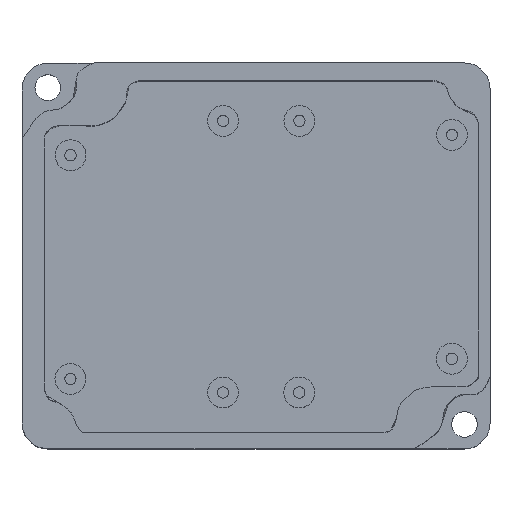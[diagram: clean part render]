
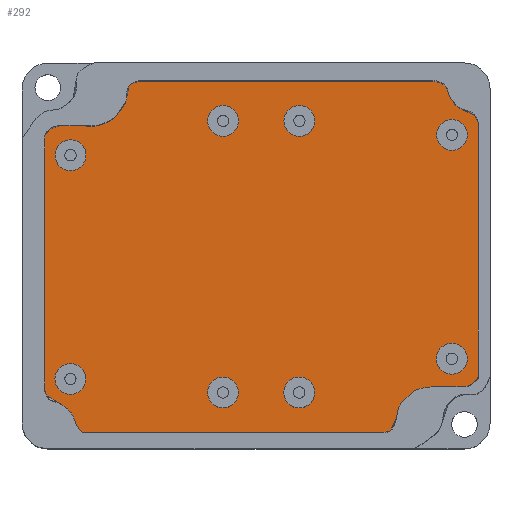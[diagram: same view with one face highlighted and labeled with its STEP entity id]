
A CAD part, top view. The second image highlights one B-rep face of the part: STEP entity #292.
In plain terms, the highlighted planar face has unit normal (0, 0, 1).
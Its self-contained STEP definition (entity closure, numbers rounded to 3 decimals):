
#292=ADVANCED_FACE('',(#778,#780,#782,#784,#786,#788,#790,#792,#794),#796,.T.);
#778=FACE_BOUND('',#779,.T.);
#779=EDGE_LOOP('',(#1282,#1283,#1284,#1285,#1286,#1287,#1288,#1289,#1290,#1291));
#780=FACE_BOUND('',#781,.T.);
#781=EDGE_LOOP('',(#1292));
#782=FACE_BOUND('',#783,.T.);
#783=EDGE_LOOP('',(#1293));
#784=FACE_BOUND('',#785,.T.);
#785=EDGE_LOOP('',(#1294));
#786=FACE_BOUND('',#787,.T.);
#787=EDGE_LOOP('',(#1295));
#788=FACE_BOUND('',#789,.T.);
#789=EDGE_LOOP('',(#1296));
#790=FACE_BOUND('',#791,.T.);
#791=EDGE_LOOP('',(#1297));
#792=FACE_BOUND('',#793,.T.);
#793=EDGE_LOOP('',(#1298));
#794=FACE_BOUND('',#795,.T.);
#795=EDGE_LOOP('',(#1299));
#796=PLANE('',#797);
#797=AXIS2_PLACEMENT_3D('',#798,#799,#800);
#798=CARTESIAN_POINT('',(0.,0.,2.8));
#799=DIRECTION('',(0.,0.,1.));
#800=DIRECTION('',(1.,0.,0.));
#1282=ORIENTED_EDGE('',*,*,#1407,.T.);
#1283=ORIENTED_EDGE('',*,*,#1425,.T.);
#1284=ORIENTED_EDGE('',*,*,#1423,.T.);
#1285=ORIENTED_EDGE('',*,*,#1421,.T.);
#1286=ORIENTED_EDGE('',*,*,#1419,.T.);
#1287=ORIENTED_EDGE('',*,*,#1417,.T.);
#1288=ORIENTED_EDGE('',*,*,#1415,.T.);
#1289=ORIENTED_EDGE('',*,*,#1413,.T.);
#1290=ORIENTED_EDGE('',*,*,#1411,.T.);
#1291=ORIENTED_EDGE('',*,*,#1409,.T.);
#1292=ORIENTED_EDGE('',*,*,#1426,.F.);
#1293=ORIENTED_EDGE('',*,*,#1427,.F.);
#1294=ORIENTED_EDGE('',*,*,#1428,.F.);
#1295=ORIENTED_EDGE('',*,*,#1429,.F.);
#1296=ORIENTED_EDGE('',*,*,#1430,.F.);
#1297=ORIENTED_EDGE('',*,*,#1431,.F.);
#1298=ORIENTED_EDGE('',*,*,#1432,.F.);
#1299=ORIENTED_EDGE('',*,*,#1433,.F.);
#1407=EDGE_CURVE('',#1548,#1546,#1549,.T.);
#1409=EDGE_CURVE('',#1551,#1548,#1552,.T.);
#1411=EDGE_CURVE('',#1554,#1551,#1555,.T.);
#1413=EDGE_CURVE('',#1557,#1554,#1558,.T.);
#1415=EDGE_CURVE('',#1560,#1557,#1561,.T.);
#1417=EDGE_CURVE('',#1563,#1560,#1564,.T.);
#1419=EDGE_CURVE('',#1566,#1563,#1567,.T.);
#1421=EDGE_CURVE('',#1569,#1566,#1570,.T.);
#1423=EDGE_CURVE('',#1572,#1569,#1573,.T.);
#1425=EDGE_CURVE('',#1546,#1572,#1575,.T.);
#1426=EDGE_CURVE('',#1576,#1576,#1577,.T.);
#1427=EDGE_CURVE('',#1578,#1578,#1579,.T.);
#1428=EDGE_CURVE('',#1580,#1580,#1581,.T.);
#1429=EDGE_CURVE('',#1582,#1582,#1583,.T.);
#1430=EDGE_CURVE('',#1584,#1584,#1585,.T.);
#1431=EDGE_CURVE('',#1586,#1586,#1587,.T.);
#1432=EDGE_CURVE('',#1588,#1588,#1589,.T.);
#1433=EDGE_CURVE('',#1590,#1590,#1591,.T.);
#1546=VERTEX_POINT('',#1916);
#1548=VERTEX_POINT('',#1920);
#1549=B_SPLINE_CURVE_WITH_KNOTS('',3,
(#1921,#1922,#1923,#1924,#1925),
.UNSPECIFIED.,.F.,.F.,
(4,1,4),
(0.,0.601,1.),
.UNSPECIFIED.);
#1551=VERTEX_POINT('',#1929);
#1552=LINE('',#1930,#1931);
#1554=VERTEX_POINT('',#1936);
#1555=B_SPLINE_CURVE_WITH_KNOTS('',3,
(#1937,#1938,#1939,#1940,#1941,#1942,#1943,#1944,#1945,#1946),
.UNSPECIFIED.,.F.,.F.,
(4,1,1,1,1,1,1,4),
(0.,0.202,0.293,0.407,0.539,0.666,
0.785,1.),
.UNSPECIFIED.);
#1557=VERTEX_POINT('',#1950);
#1558=LINE('',#1951,#1952);
#1560=VERTEX_POINT('',#1957);
#1561=B_SPLINE_CURVE_WITH_KNOTS('',3,
(#1958,#1959,#1960,#1961,#1962,#1963,#1964,#1965,#1966,#1967,#1968,#1969),
.UNSPECIFIED.,.F.,.F.,
(4,1,1,1,1,1,1,1,1,4),
(0.,0.18,0.268,0.367,0.475,0.588,
0.694,0.795,0.878,1.),
.UNSPECIFIED.);
#1563=VERTEX_POINT('',#1973);
#1564=LINE('',#1974,#1975);
#1566=VERTEX_POINT('',#1980);
#1567=B_SPLINE_CURVE_WITH_KNOTS('',3,
(#1981,#1982,#1983,#1984,#1985,#1986,#1987,#1988,#1989,#1990,#1991,#1992,#1993,#1994,
#1995,#1996),
.UNSPECIFIED.,.F.,.F.,
(4,1,1,1,1,1,1,1,1,1,1,1,1,4),
(0.,0.123,0.186,0.247,0.312,0.37,
0.432,0.497,0.577,0.671,0.765,
0.845,0.907,1.),
.UNSPECIFIED.);
#1569=VERTEX_POINT('',#2000);
#1570=LINE('',#2001,#2002);
#1572=VERTEX_POINT('',#2007);
#1573=B_SPLINE_CURVE_WITH_KNOTS('',3,
(#2008,#2009,#2010,#2011,#2012,#2013,#2014,#2015,#2016,#2017,#2018,#2019),
.UNSPECIFIED.,.F.,.F.,
(4,1,1,1,1,1,1,1,1,4),
(0.,0.204,0.299,0.399,0.494,0.582,
0.67,0.763,0.86,1.),
.UNSPECIFIED.);
#1575=LINE('',#2023,#2024);
#1576=VERTEX_POINT('',#2026);
#1577=CIRCLE('',#2027,3.);
#1578=VERTEX_POINT('',#2031);
#1579=CIRCLE('',#2032,3.);
#1580=VERTEX_POINT('',#2036);
#1581=CIRCLE('',#2037,3.);
#1582=VERTEX_POINT('',#2041);
#1583=CIRCLE('',#2042,3.);
#1584=VERTEX_POINT('',#2046);
#1585=CIRCLE('',#2047,3.);
#1586=VERTEX_POINT('',#2051);
#1587=CIRCLE('',#2052,3.);
#1588=VERTEX_POINT('',#2056);
#1589=CIRCLE('',#2057,3.);
#1590=VERTEX_POINT('',#2061);
#1591=CIRCLE('',#2062,3.);
#1916=CARTESIAN_POINT('',(88.679,14.487,2.8));
#1920=CARTESIAN_POINT('',(85.785,12.054,2.8));
#1921=CARTESIAN_POINT('',(85.785,12.054,2.8));
#1922=CARTESIAN_POINT('',(86.779,11.908,2.8));
#1923=CARTESIAN_POINT('',(87.876,12.713,2.8));
#1924=CARTESIAN_POINT('',(88.921,13.854,2.8));
#1925=CARTESIAN_POINT('',(88.679,14.487,2.8));
#1929=CARTESIAN_POINT('',(79.785,12.054,2.8));
#1930=CARTESIAN_POINT('',(79.785,12.054,2.8));
#1931=VECTOR('',#1932,1.);
#1932=DIRECTION('',(1.,0.,0.));
#1936=CARTESIAN_POINT('',(70.347,3.208,2.8));
#1937=CARTESIAN_POINT('',(70.347,3.208,2.8));
#1938=CARTESIAN_POINT('',(71.584,3.05,2.8));
#1939=CARTESIAN_POINT('',(72.435,4.318,2.8));
#1940=CARTESIAN_POINT('',(72.87,6.179,2.8));
#1941=CARTESIAN_POINT('',(73.05,7.776,2.8));
#1942=CARTESIAN_POINT('',(73.989,9.36,2.8));
#1943=CARTESIAN_POINT('',(75.412,10.423,2.8));
#1944=CARTESIAN_POINT('',(77.057,11.948,2.8));
#1945=CARTESIAN_POINT('',(78.855,11.827,2.8));
#1946=CARTESIAN_POINT('',(79.785,12.054,2.8));
#1950=CARTESIAN_POINT('',(12.347,3.212,2.8));
#1951=CARTESIAN_POINT('',(12.347,3.212,2.8));
#1952=VECTOR('',#1953,1.);
#1953=DIRECTION('',(1.,0.,0.));
#1957=CARTESIAN_POINT('',(4.416,11.405,2.8));
#1958=CARTESIAN_POINT('',(4.416,11.405,2.8));
#1959=CARTESIAN_POINT('',(4.51,10.751,2.8));
#1960=CARTESIAN_POINT('',(4.951,9.495,2.8));
#1961=CARTESIAN_POINT('',(6.44,9.089,2.8));
#1962=CARTESIAN_POINT('',(7.575,8.738,2.8));
#1963=CARTESIAN_POINT('',(8.647,7.974,2.8));
#1964=CARTESIAN_POINT('',(9.586,7.026,2.8));
#1965=CARTESIAN_POINT('',(10.188,5.861,2.8));
#1966=CARTESIAN_POINT('',(10.431,4.683,2.8));
#1967=CARTESIAN_POINT('',(11.152,3.697,2.8));
#1968=CARTESIAN_POINT('',(11.794,3.015,2.8));
#1969=CARTESIAN_POINT('',(12.347,3.212,2.8));
#1973=CARTESIAN_POINT('',(4.422,58.392,2.8));
#1974=CARTESIAN_POINT('',(4.422,58.392,2.8));
#1975=VECTOR('',#1976,1.);
#1976=DIRECTION('',(0.,-1.,0.));
#1980=CARTESIAN_POINT('',(22.896,71.552,2.8));
#1981=CARTESIAN_POINT('',(22.896,71.552,2.8));
#1982=CARTESIAN_POINT('',(21.881,71.611,2.8));
#1983=CARTESIAN_POINT('',(19.998,70.3,2.8));
#1984=CARTESIAN_POINT('',(20.569,68.036,2.8));
#1985=CARTESIAN_POINT('',(19.678,66.501,2.8));
#1986=CARTESIAN_POINT('',(18.701,65.239,2.8));
#1987=CARTESIAN_POINT('',(17.591,64.007,2.8));
#1988=CARTESIAN_POINT('',(16.101,63.306,2.8));
#1989=CARTESIAN_POINT('',(14.375,62.658,2.8));
#1990=CARTESIAN_POINT('',(12.234,62.926,2.8));
#1991=CARTESIAN_POINT('',(9.891,62.749,2.8));
#1992=CARTESIAN_POINT('',(7.519,63.048,2.8));
#1993=CARTESIAN_POINT('',(5.442,62.447,2.8));
#1994=CARTESIAN_POINT('',(4.017,60.65,2.8));
#1995=CARTESIAN_POINT('',(4.539,59.185,2.8));
#1996=CARTESIAN_POINT('',(4.422,58.392,2.8));
#2000=CARTESIAN_POINT('',(79.896,71.55,2.8));
#2001=CARTESIAN_POINT('',(79.896,71.55,2.8));
#2002=VECTOR('',#2003,1.);
#2003=DIRECTION('',(-1.,0.,0.));
#2007=CARTESIAN_POINT('',(88.706,63.487,2.8));
#2008=CARTESIAN_POINT('',(88.706,63.487,2.8));
#2009=CARTESIAN_POINT('',(88.513,64.291,2.8));
#2010=CARTESIAN_POINT('',(87.717,65.556,2.8));
#2011=CARTESIAN_POINT('',(86.003,65.847,2.8));
#2012=CARTESIAN_POINT('',(84.829,66.324,2.8));
#2013=CARTESIAN_POINT('',(84.004,67.218,2.8));
#2014=CARTESIAN_POINT('',(83.249,68.105,2.8));
#2015=CARTESIAN_POINT('',(82.874,69.192,2.8));
#2016=CARTESIAN_POINT('',(82.674,70.401,2.8));
#2017=CARTESIAN_POINT('',(81.477,71.296,2.8));
#2018=CARTESIAN_POINT('',(80.501,71.612,2.8));
#2019=CARTESIAN_POINT('',(79.896,71.55,2.8));
#2023=CARTESIAN_POINT('',(88.679,14.487,2.8));
#2024=VECTOR('',#2025,1.);
#2025=DIRECTION('',(0.001,1.,0.));
#2026=CARTESIAN_POINT('',(56.937,63.798,2.8));
#2027=AXIS2_PLACEMENT_3D('',#2028,#2029,#2030);
#2028=CARTESIAN_POINT('',(53.937,63.798,2.8));
#2029=DIRECTION('',(0.,0.,1.));
#2030=DIRECTION('',(1.,0.,0.));
#2031=CARTESIAN_POINT('',(42.109,63.798,2.8));
#2032=AXIS2_PLACEMENT_3D('',#2033,#2034,#2035);
#2033=CARTESIAN_POINT('',(39.109,63.798,2.8));
#2034=DIRECTION('',(0.,0.,1.));
#2035=DIRECTION('',(1.,0.,0.));
#2036=CARTESIAN_POINT('',(86.605,61.074,2.8));
#2037=AXIS2_PLACEMENT_3D('',#2038,#2039,#2040);
#2038=CARTESIAN_POINT('',(83.605,61.074,2.8));
#2039=DIRECTION('',(0.,0.,1.));
#2040=DIRECTION('',(1.,0.,0.));
#2041=CARTESIAN_POINT('',(86.575,17.542,2.8));
#2042=AXIS2_PLACEMENT_3D('',#2043,#2044,#2045);
#2043=CARTESIAN_POINT('',(83.575,17.542,2.8));
#2044=DIRECTION('',(0.,0.,1.));
#2045=DIRECTION('',(1.,0.,0.));
#2046=CARTESIAN_POINT('',(56.902,10.979,2.8));
#2047=AXIS2_PLACEMENT_3D('',#2048,#2049,#2050);
#2048=CARTESIAN_POINT('',(53.902,10.979,2.8));
#2049=DIRECTION('',(0.,0.,1.));
#2050=DIRECTION('',(1.,0.,0.));
#2051=CARTESIAN_POINT('',(42.087,10.979,2.8));
#2052=AXIS2_PLACEMENT_3D('',#2053,#2054,#2055);
#2053=CARTESIAN_POINT('',(39.087,10.979,2.8));
#2054=DIRECTION('',(0.,0.,1.));
#2055=DIRECTION('',(1.,0.,0.));
#2056=CARTESIAN_POINT('',(12.414,13.617,2.8));
#2057=AXIS2_PLACEMENT_3D('',#2058,#2059,#2060);
#2058=CARTESIAN_POINT('',(9.414,13.617,2.8));
#2059=DIRECTION('',(0.,0.,1.));
#2060=DIRECTION('',(1.,0.,0.));
#2061=CARTESIAN_POINT('',(12.438,57.113,2.8));
#2062=AXIS2_PLACEMENT_3D('',#2063,#2064,#2065);
#2063=CARTESIAN_POINT('',(9.438,57.113,2.8));
#2064=DIRECTION('',(0.,0.,1.));
#2065=DIRECTION('',(1.,0.,0.));
